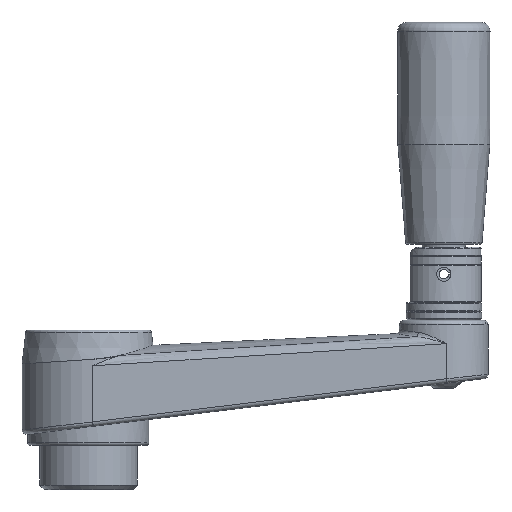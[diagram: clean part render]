
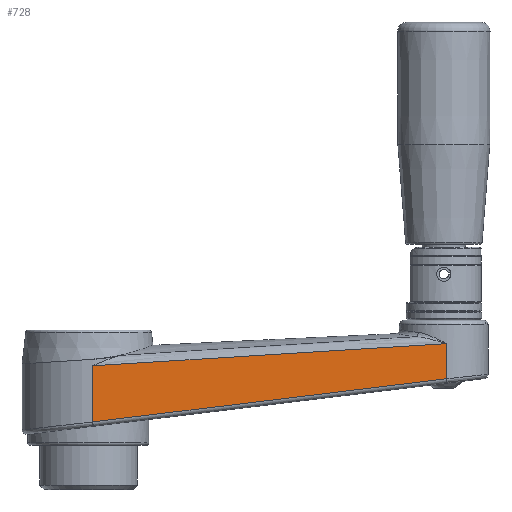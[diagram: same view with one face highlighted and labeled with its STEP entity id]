
A CAD part, front view. The second image highlights one B-rep face of the part: STEP entity #728.
In plain terms, the highlighted planar face has unit normal (0.062, -0.998, 0).
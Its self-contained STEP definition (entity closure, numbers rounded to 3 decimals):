
#728 = ADVANCED_FACE( '', ( #1662 ), #1663, .F. );
#1662 = FACE_OUTER_BOUND( '', #5868, .T. );
#1663 = PLANE( '', #5869 );
#5868 = EDGE_LOOP( '', ( #9855, #9856, #9857, #9858 ) );
#5869 = AXIS2_PLACEMENT_3D( '', #9859, #9860, #9861 );
#9855 = ORIENTED_EDGE( '', *, *, #12087, .F. );
#9856 = ORIENTED_EDGE( '', *, *, #12088, .T. );
#9857 = ORIENTED_EDGE( '', *, *, #12089, .T. );
#9858 = ORIENTED_EDGE( '', *, *, #11787, .T. );
#9859 = CARTESIAN_POINT( '', ( 0.938, -14.971, 26. ) );
#9860 = DIRECTION( '', ( -0.063, 0.998, 0. ) );
#9861 = DIRECTION( '', ( -0.998, -0.063, 0. ) );
#11787 = EDGE_CURVE( '', #12888, #12629, #13319, .T. );
#12087 = EDGE_CURVE( '', #13743, #12629, #13744, .T. );
#12088 = EDGE_CURVE( '', #13743, #13745, #13746, .T. );
#12089 = EDGE_CURVE( '', #13745, #12888, #13747, .T. );
#12629 = VERTEX_POINT( '', #14698 );
#12888 = VERTEX_POINT( '', #15743 );
#13319 = LINE( '', #16407, #16408 );
#13743 = VERTEX_POINT( '', #18143 );
#13744 = LINE( '', #18144, #18145 );
#13745 = VERTEX_POINT( '', #18146 );
#13746 = B_SPLINE_CURVE_WITH_KNOTS( '', 3, ( #18147, #18148, #18149, #18150, #18151, #18152, #18153, #18154, #18155, #18156, #18157 ), .UNSPECIFIED., .F., .F., ( 4, 1, 2, 2, 2, 4 ), ( 0., 0.01, 0.02, 0.04, 0.06, 0.08 ), .UNSPECIFIED. );
#13747 = LINE( '', #18158, #18159 );
#14698 = CARTESIAN_POINT( '', ( 80.625, -9.98, 12.657 ) );
#15743 = CARTESIAN_POINT( '', ( 0.938, -14.971, 2.943 ) );
#16407 = CARTESIAN_POINT( '', ( 3.696, -14.798, 3.279 ) );
#16408 = VECTOR( '', #20021, 1000. );
#18143 = CARTESIAN_POINT( '', ( 80.625, -9.98, 20.567 ) );
#18144 = CARTESIAN_POINT( '', ( 80.625, -9.98, 26. ) );
#18145 = VECTOR( '', #20320, 1000. );
#18146 = CARTESIAN_POINT( '', ( 0.938, -14.971, 15.576 ) );
#18147 = CARTESIAN_POINT( '', ( 80.625, -9.98, 20.567 ) );
#18148 = CARTESIAN_POINT( '', ( 77.304, -10.188, 20.362 ) );
#18149 = CARTESIAN_POINT( '', ( 70.663, -10.604, 19.953 ) );
#18150 = CARTESIAN_POINT( '', ( 64.023, -11.02, 19.54 ) );
#18151 = CARTESIAN_POINT( '', ( 54.061, -11.644, 18.921 ) );
#18152 = CARTESIAN_POINT( '', ( 47.421, -12.06, 18.506 ) );
#18153 = CARTESIAN_POINT( '', ( 34.14, -12.891, 17.673 ) );
#18154 = CARTESIAN_POINT( '', ( 27.499, -13.307, 17.255 ) );
#18155 = CARTESIAN_POINT( '', ( 14.218, -14.139, 16.417 ) );
#18156 = CARTESIAN_POINT( '', ( 7.578, -14.555, 15.997 ) );
#18157 = CARTESIAN_POINT( '', ( 0.938, -14.971, 15.576 ) );
#18158 = CARTESIAN_POINT( '', ( 0.938, -14.971, 26. ) );
#18159 = VECTOR( '', #20321, 1000. );
#20021 = DIRECTION( '', ( 0.991, 0.062, 0.121 ) );
#20320 = DIRECTION( '', ( 0., 0., -1. ) );
#20321 = DIRECTION( '', ( 0., 0., -1. ) );
